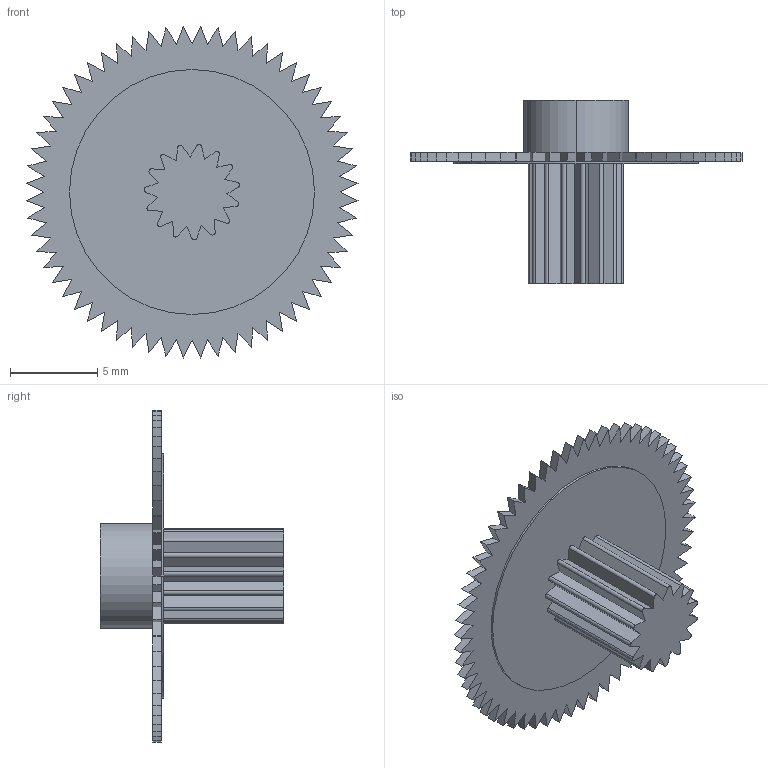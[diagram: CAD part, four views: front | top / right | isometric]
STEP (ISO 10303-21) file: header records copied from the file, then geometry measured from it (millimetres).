
FILE_DESCRIPTION(('produced by SPATIAL CORP'),'2;1');
FILE_NAME( 'large_gear_.hh.sat.stp' ,'2002-04-19T14:01:49+00:00',('SPATIAL CORP'),('SPATIAL CORP'), 'ACIS STEP Husk','http://www.spatial.com','SPATIAL CORP');
FILE_SCHEMA(('CONFIG_CONTROL_DESIGN'));
Length unit declared in the file: millimetre
Products named in the file (1): PRODUCT_ID_1
Bounding box: 18.97 x 10.5 x 18.97 mm (x, y, z)
Volume: 356.4 mm3; surface area: 826.4 mm2
Topology: 1 solids, 1 shells, 174 faces, 507 edges, 338 vertices
Faces by surface type: plane 155, cylinder 19
Entity records: 5754 total; most frequent: CARTESIAN_POINT 1019, ORIENTED_EDGE 1014, DIRECTION 893, EDGE_CURVE 507, VECTOR 469, LINE 469, VERTEX_POINT 338, AXIS2_PLACEMENT_3D 212
